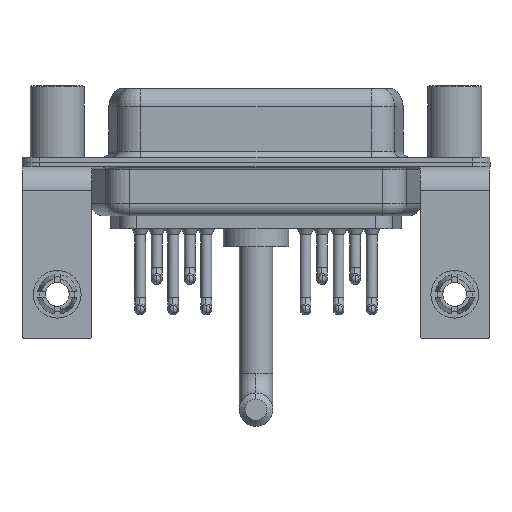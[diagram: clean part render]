
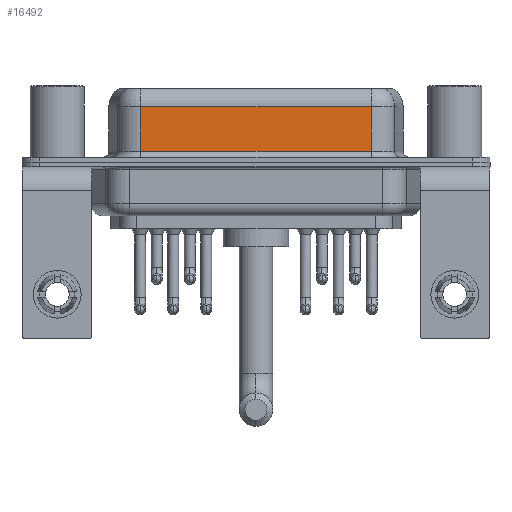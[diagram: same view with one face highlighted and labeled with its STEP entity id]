
A CAD part, front view. The second image highlights one B-rep face of the part: STEP entity #16492.
In plain terms, the highlighted planar face has unit normal (0, -1, 0).
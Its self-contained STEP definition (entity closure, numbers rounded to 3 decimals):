
#799 = ORIENTED_EDGE ( 'NONE', *, *, #18919, .F. ) ;
#1768 = CARTESIAN_POINT ( 'NONE',  ( 26.287, -3.95, 0.9 ) ) ;
#1820 = EDGE_CURVE ( 'NONE', #6408, #19993, #20807, .T. ) ;
#2204 = DIRECTION ( 'NONE',  ( 1., 0., 0. ) ) ;
#2497 = VECTOR ( 'NONE', #13334, 1000. ) ;
#2907 = DIRECTION ( 'NONE',  ( -1., 0., 0. ) ) ;
#3062 = DIRECTION ( 'NONE',  ( 0., 0., 1. ) ) ;
#5185 = DIRECTION ( 'NONE',  ( 0., 0., -1. ) ) ;
#5741 = EDGE_CURVE ( 'NONE', #7581, #6408, #16502, .T. ) ;
#6213 = FACE_OUTER_BOUND ( 'NONE', #10895, .T. ) ;
#6382 = ORIENTED_EDGE ( 'NONE', *, *, #5741, .T. ) ;
#6408 = VERTEX_POINT ( 'NONE', #15455 ) ;
#6885 = VERTEX_POINT ( 'NONE', #14034 ) ;
#7581 = VERTEX_POINT ( 'NONE', #11316 ) ;
#7961 = CARTESIAN_POINT ( 'NONE',  ( 26.287, -3.95, 4.65 ) ) ;
#9458 = VECTOR ( 'NONE', #2204, 1000. ) ;
#9679 = DIRECTION ( 'NONE',  ( 0., 1., 0. ) ) ;
#10671 = EDGE_CURVE ( 'NONE', #19993, #6885, #18868, .T. ) ;
#10675 = CARTESIAN_POINT ( 'NONE',  ( 7.013, -3.95, 6.4 ) ) ;
#10895 = EDGE_LOOP ( 'NONE', ( #799, #6382, #14230, #11900 ) ) ;
#11316 = CARTESIAN_POINT ( 'NONE',  ( 26.287, -3.95, 4.65 ) ) ;
#11900 = ORIENTED_EDGE ( 'NONE', *, *, #10671, .T. ) ;
#12207 = VECTOR ( 'NONE', #2907, 1000. ) ;
#13334 = DIRECTION ( 'NONE',  ( 0., 0., -1. ) ) ;
#14034 = CARTESIAN_POINT ( 'NONE',  ( 26.287, -3.95, 0.9 ) ) ;
#14230 = ORIENTED_EDGE ( 'NONE', *, *, #1820, .T. ) ;
#15017 = LINE ( 'NONE', #21901, #2497 ) ;
#15455 = CARTESIAN_POINT ( 'NONE',  ( 7.013, -3.95, 4.65 ) ) ;
#16328 = CARTESIAN_POINT ( 'NONE',  ( 26.287, -3.95, 6.4 ) ) ;
#16492 = ADVANCED_FACE ( 'NONE', ( #6213 ), #18476, .F. ) ;
#16502 = LINE ( 'NONE', #7961, #12207 ) ;
#16817 = AXIS2_PLACEMENT_3D ( 'NONE', #16328, #9679, #3062 ) ;
#17973 = CARTESIAN_POINT ( 'NONE',  ( 7.013, -3.95, 0.9 ) ) ;
#18476 = PLANE ( 'NONE',  #16817 ) ;
#18868 = LINE ( 'NONE', #1768, #9458 ) ;
#18919 = EDGE_CURVE ( 'NONE', #7581, #6885, #15017, .T. ) ;
#19993 = VERTEX_POINT ( 'NONE', #17973 ) ;
#20589 = VECTOR ( 'NONE', #5185, 1000. ) ;
#20807 = LINE ( 'NONE', #10675, #20589 ) ;
#21901 = CARTESIAN_POINT ( 'NONE',  ( 26.287, -3.95, 6.4 ) ) ;
